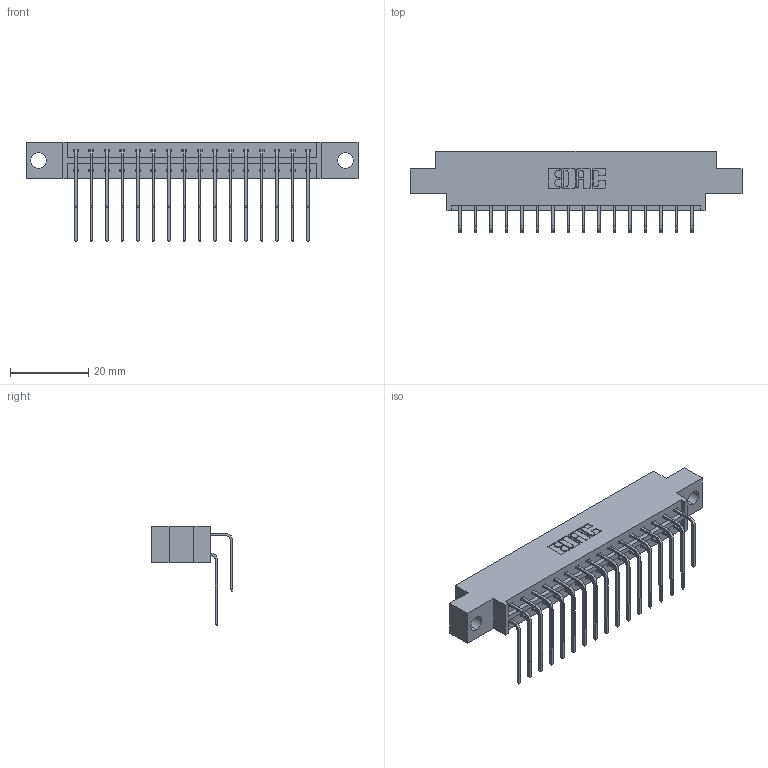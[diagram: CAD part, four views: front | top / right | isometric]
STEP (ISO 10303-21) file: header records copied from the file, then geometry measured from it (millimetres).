
FILE_DESCRIPTION (( 'STEP AP203' ), '1' );
FILE_NAME ('333-032-559-804.STEP', '2018-08-02T20:50:15', ( '' ), ( '' ), 'SwSTEP 2.0', 'SolidWorks 2016', '' );
FILE_SCHEMA (( 'CONFIG_CONTROL_DESIGN' ));
Length unit declared in the file: inch
Products named in the file (4): 333 Part_Offset - .156 Dia - TH; 345-292-001_558 559 Tail - 1; 345-292-001_559 Tail - 2; 333-032-559-804
Assembly tree (33 placements, depth 2):
  333-032-559-804
    333 Part_Offset - .156 Dia - TH
    345-292-001_558 559 Tail - 1  x16
    345-292-001_559 Tail - 2  x16
Bounding box: 84.94 x 20.9 x 25.53 mm (x, y, z)
Volume: 8297.4 mm3; surface area: 10470 mm2
Topology: 33 solids, 33 shells, 1846 faces, 5475 edges, 3606 vertices
Faces by surface type: plane 1290, cylinder 556
Entity records: 15575 total; most frequent: CARTESIAN_POINT 2665, ORIENTED_EDGE 2550, DIRECTION 2303, EDGE_CURVE 1275, LINE 1107, VECTOR 1107, VERTEX_POINT 846, AXIS2_PLACEMENT_3D 598
